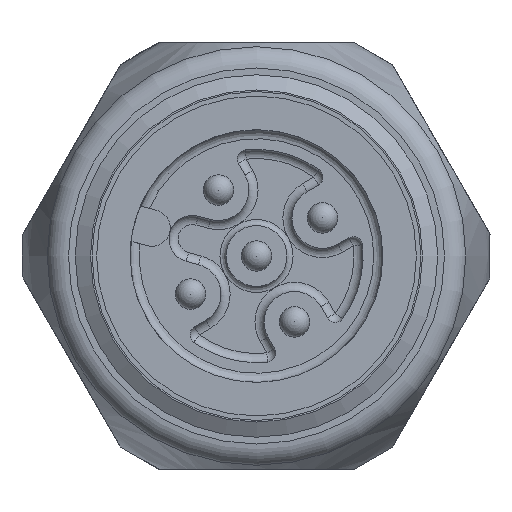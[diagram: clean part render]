
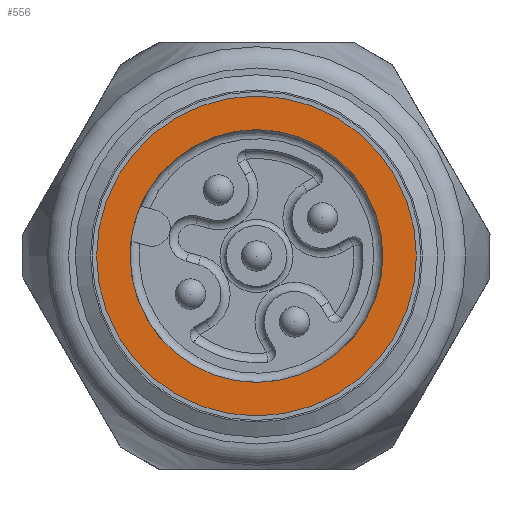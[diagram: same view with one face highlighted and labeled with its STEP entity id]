
A CAD part, left-side view. The second image highlights one B-rep face of the part: STEP entity #556.
In plain terms, the highlighted planar face has unit normal (-1, 0, 0).
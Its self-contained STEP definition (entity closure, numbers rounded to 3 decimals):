
#474=PLANE('',#2531);
#556=ADVANCED_FACE('',(#752,#753),#474,.F.);
#752=FACE_BOUND('',#893,.T.);
#753=FACE_BOUND('',#894,.T.);
#893=EDGE_LOOP('',(#1186));
#894=EDGE_LOOP('',(#1187));
#1186=ORIENTED_EDGE('',*,*,#2018,.F.);
#1187=ORIENTED_EDGE('',*,*,#1985,.T.);
#1762=VERTEX_POINT('',#3719);
#1794=VERTEX_POINT('',#3786);
#1985=EDGE_CURVE('',#1762,#1762,#2304,.T.);
#2018=EDGE_CURVE('',#1794,#1794,#2325,.T.);
#2304=CIRCLE('',#2507,4.15);
#2325=CIRCLE('',#2530,5.25);
#2507=AXIS2_PLACEMENT_3D('',#3718,#2912,#2913);
#2530=AXIS2_PLACEMENT_3D('',#3785,#2970,#2971);
#2531=AXIS2_PLACEMENT_3D('',#3787,#2972,#2973);
#2912=DIRECTION('',(1.,0.,0.));
#2913=DIRECTION('',(0.,-0.5,-0.866));
#2970=DIRECTION('',(1.,0.,0.));
#2971=DIRECTION('',(0.,-0.5,-0.866));
#2972=DIRECTION('',(1.,0.,0.));
#2973=DIRECTION('',(0.,-0.5,-0.866));
#3718=CARTESIAN_POINT('',(-24.4,0.,0.));
#3719=CARTESIAN_POINT('',(-24.4,-2.075,-3.594));
#3785=CARTESIAN_POINT('',(-24.4,0.,0.));
#3786=CARTESIAN_POINT('',(-24.4,-2.625,-4.547));
#3787=CARTESIAN_POINT('',(-24.4,2.075,3.594));
